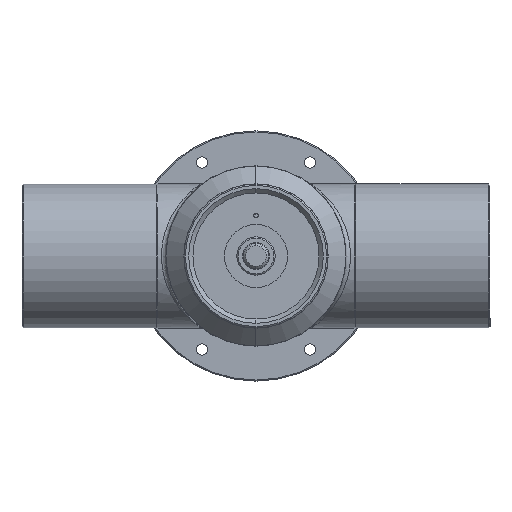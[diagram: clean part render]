
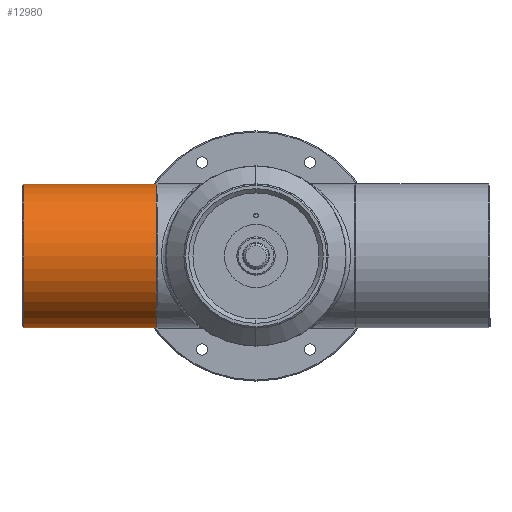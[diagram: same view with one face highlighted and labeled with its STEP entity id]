
A CAD part, left-side view. The second image highlights one B-rep face of the part: STEP entity #12980.
In plain terms, the highlighted cylindrical face has radius 25.4 mm (diameter 50.8 mm), a partial arc.
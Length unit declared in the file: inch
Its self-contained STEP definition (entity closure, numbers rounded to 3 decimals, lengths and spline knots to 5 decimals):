
#516 = DIRECTION ( 'NONE',  ( 0., -1., 0. ) ) ;
#570 = VERTEX_POINT ( 'NONE', #11076 ) ;
#867 = LINE ( 'NONE', #13248, #6881 ) ;
#1620 = DIRECTION ( 'NONE',  ( 0., -1., 0. ) ) ;
#1759 = DIRECTION ( 'NONE',  ( 0., -1., 0. ) ) ;
#1973 = EDGE_LOOP ( 'NONE', ( #5248, #7738, #13336, #6243 ) ) ;
#2563 = CARTESIAN_POINT ( 'NONE',  ( 1.25, 1.385, 0. ) ) ;
#2737 = CARTESIAN_POINT ( 'NONE',  ( 1.25, 1.385, -1. ) ) ;
#3173 = LINE ( 'NONE', #10417, #10941 ) ;
#3409 = AXIS2_PLACEMENT_3D ( 'NONE', #11154, #1620, #3765 ) ;
#3668 = DIRECTION ( 'NONE',  ( 0., 0., -1. ) ) ;
#3748 = CARTESIAN_POINT ( 'NONE',  ( 1.25, 1.385, 1. ) ) ;
#3765 = DIRECTION ( 'NONE',  ( 0., 0., -1. ) ) ;
#4517 = CIRCLE ( 'NONE', #9577, 1. ) ;
#4539 = EDGE_CURVE ( 'NONE', #11089, #10697, #3173, .T. ) ;
#4674 = CYLINDRICAL_SURFACE ( 'NONE', #3409, 1. ) ;
#5248 = ORIENTED_EDGE ( 'NONE', *, *, #8666, .F. ) ;
#5561 = AXIS2_PLACEMENT_3D ( 'NONE', #8170, #1759, #9193 ) ;
#6243 = ORIENTED_EDGE ( 'NONE', *, *, #10013, .T. ) ;
#6881 = VECTOR ( 'NONE', #516, 39.37008 ) ;
#7738 = ORIENTED_EDGE ( 'NONE', *, *, #13058, .T. ) ;
#8170 = CARTESIAN_POINT ( 'NONE',  ( 1.25, 3.23, 0. ) ) ;
#8666 = EDGE_CURVE ( 'NONE', #570, #11437, #867, .T. ) ;
#9193 = DIRECTION ( 'NONE',  ( 0., 0., -1. ) ) ;
#9577 = AXIS2_PLACEMENT_3D ( 'NONE', #2563, #9981, #3668 ) ;
#9716 = CARTESIAN_POINT ( 'NONE',  ( 1.25, 3.23, -1. ) ) ;
#9981 = DIRECTION ( 'NONE',  ( 0., 1., 0. ) ) ;
#10013 = EDGE_CURVE ( 'NONE', #10697, #11437, #4517, .T. ) ;
#10270 = FACE_OUTER_BOUND ( 'NONE', #1973, .T. ) ;
#10417 = CARTESIAN_POINT ( 'NONE',  ( 1.25, 3.25, -1. ) ) ;
#10697 = VERTEX_POINT ( 'NONE', #2737 ) ;
#10817 = DIRECTION ( 'NONE',  ( 0., -1., 0. ) ) ;
#10941 = VECTOR ( 'NONE', #10817, 39.37008 ) ;
#11076 = CARTESIAN_POINT ( 'NONE',  ( 1.25, 3.23, 1. ) ) ;
#11089 = VERTEX_POINT ( 'NONE', #9716 ) ;
#11154 = CARTESIAN_POINT ( 'NONE',  ( 1.25, 3.25, 0. ) ) ;
#11437 = VERTEX_POINT ( 'NONE', #3748 ) ;
#12419 = CIRCLE ( 'NONE', #5561, 1. ) ;
#12980 = ADVANCED_FACE ( 'NONE', ( #10270 ), #4674, .T. ) ;
#13058 = EDGE_CURVE ( 'NONE', #570, #11089, #12419, .T. ) ;
#13248 = CARTESIAN_POINT ( 'NONE',  ( 1.25, 3.25, 1. ) ) ;
#13336 = ORIENTED_EDGE ( 'NONE', *, *, #4539, .T. ) ;
